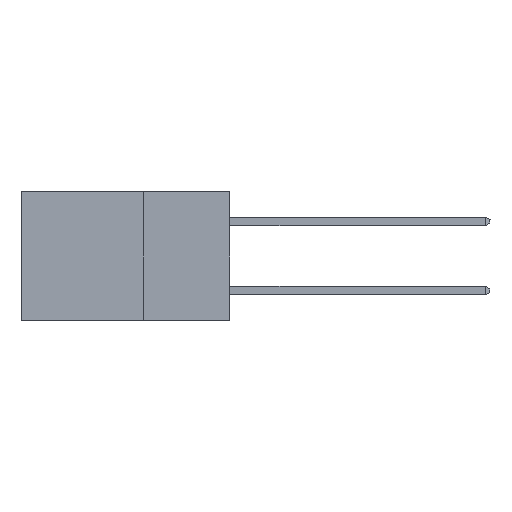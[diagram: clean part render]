
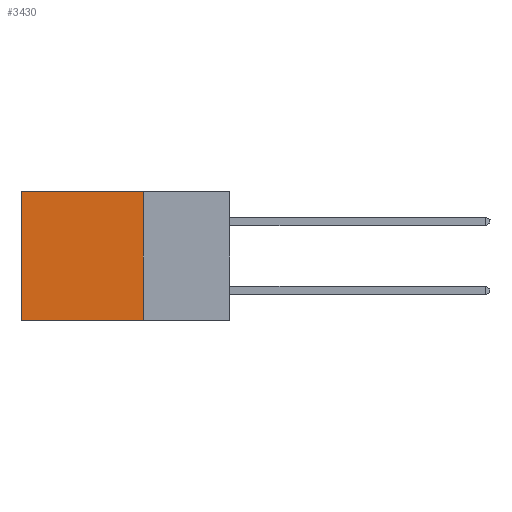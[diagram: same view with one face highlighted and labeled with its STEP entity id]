
A CAD part, left-side view. The second image highlights one B-rep face of the part: STEP entity #3430.
In plain terms, the highlighted planar face has unit normal (-1, 0, 0).
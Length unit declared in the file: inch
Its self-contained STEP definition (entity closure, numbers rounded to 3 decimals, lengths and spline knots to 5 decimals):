
#296 = DIRECTION ( 'NONE',  ( 1., 0., 0. ) ) ;
#534 = VECTOR ( 'NONE', #16868, 39.37008 ) ;
#635 = DIRECTION ( 'NONE',  ( 0., 0., -1. ) ) ;
#763 = CARTESIAN_POINT ( 'NONE',  ( 0.2615, 0.25, 0. ) ) ;
#1212 = CARTESIAN_POINT ( 'NONE',  ( 0.2615, 0.6, 0. ) ) ;
#1213 = VECTOR ( 'NONE', #635, 39.37008 ) ;
#1252 = VERTEX_POINT ( 'NONE', #10147 ) ;
#1441 = DIRECTION ( 'NONE',  ( 0., 0., -1. ) ) ;
#1747 = EDGE_CURVE ( 'NONE', #1252, #15172, #13911, .T. ) ;
#1907 = LINE ( 'NONE', #13845, #4248 ) ;
#2003 = DIRECTION ( 'NONE',  ( 0., 0., -1. ) ) ;
#2266 = LINE ( 'NONE', #8764, #534 ) ;
#2436 = ORIENTED_EDGE ( 'NONE', *, *, #1747, .F. ) ;
#3430 = ADVANCED_FACE ( 'NONE', ( #9501 ), #8116, .F. ) ;
#4072 = ORIENTED_EDGE ( 'NONE', *, *, #8582, .T. ) ;
#4248 = VECTOR ( 'NONE', #2003, 39.37008 ) ;
#6487 = VERTEX_POINT ( 'NONE', #763 ) ;
#8116 = PLANE ( 'NONE',  #13849 ) ;
#8318 = ORIENTED_EDGE ( 'NONE', *, *, #15905, .F. ) ;
#8582 = EDGE_CURVE ( 'NONE', #10619, #15172, #13513, .T. ) ;
#8764 = CARTESIAN_POINT ( 'NONE',  ( 0.2615, 0.25, 0. ) ) ;
#9501 = FACE_OUTER_BOUND ( 'NONE', #9914, .T. ) ;
#9914 = EDGE_LOOP ( 'NONE', ( #4072, #2436, #8318, #16738 ) ) ;
#10147 = CARTESIAN_POINT ( 'NONE',  ( 0.2615, 0.25, -0.37 ) ) ;
#10395 = EDGE_CURVE ( 'NONE', #6487, #10619, #2266, .T. ) ;
#10619 = VERTEX_POINT ( 'NONE', #1212 ) ;
#11239 = CARTESIAN_POINT ( 'NONE',  ( 0.2615, 0.25, -0.37 ) ) ;
#12149 = CARTESIAN_POINT ( 'NONE',  ( 0.2615, 0.25, -0.37 ) ) ;
#12227 = CARTESIAN_POINT ( 'NONE',  ( 0.2615, 0.6, -0.37 ) ) ;
#12433 = DIRECTION ( 'NONE',  ( 0., 1., 0. ) ) ;
#13513 = LINE ( 'NONE', #12227, #1213 ) ;
#13845 = CARTESIAN_POINT ( 'NONE',  ( 0.2615, 0.25, -0.37 ) ) ;
#13849 = AXIS2_PLACEMENT_3D ( 'NONE', #12149, #296, #1441 ) ;
#13911 = LINE ( 'NONE', #11239, #15625 ) ;
#15172 = VERTEX_POINT ( 'NONE', #16762 ) ;
#15625 = VECTOR ( 'NONE', #12433, 39.37008 ) ;
#15905 = EDGE_CURVE ( 'NONE', #6487, #1252, #1907, .T. ) ;
#16738 = ORIENTED_EDGE ( 'NONE', *, *, #10395, .T. ) ;
#16762 = CARTESIAN_POINT ( 'NONE',  ( 0.2615, 0.6, -0.37 ) ) ;
#16868 = DIRECTION ( 'NONE',  ( 0., 1., 0. ) ) ;
